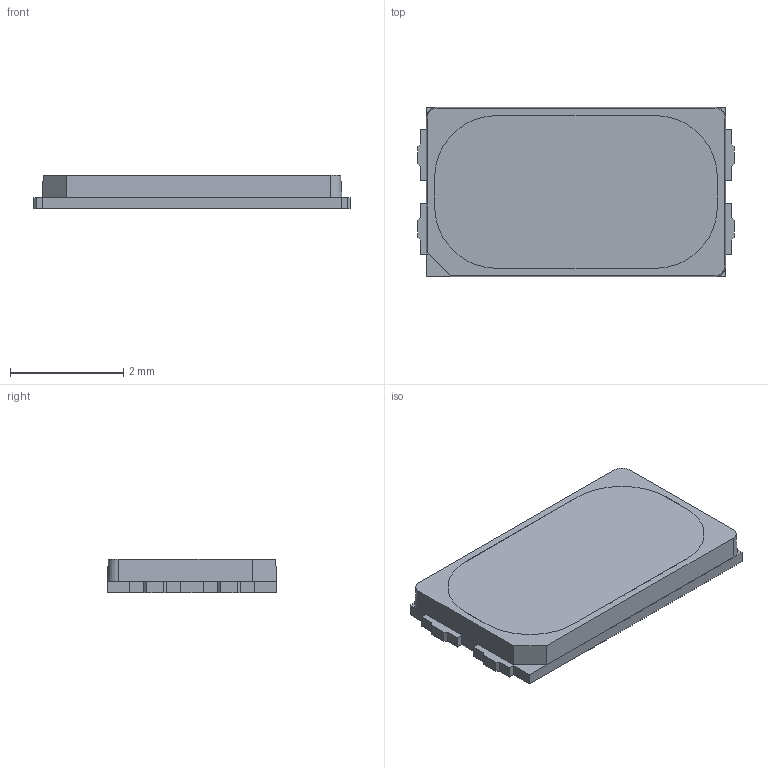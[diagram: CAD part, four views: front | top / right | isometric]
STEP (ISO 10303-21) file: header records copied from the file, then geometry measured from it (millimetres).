
FILE_DESCRIPTION(/* description */ ('Unknown'),/* implementation_level */ '2;1');
FILE_NAME(/* name */ '1585632xxA',/* time_stamp */ '2019-08-27T07:34:15+02:00',/* author */ ('Unknown'),/* organization */ ('Unknown'),/* preprocessor_version */ 'ST-DEVELOPER v16.7',/* originating_system */ 'DEX',/* authorisation */ $);
FILE_SCHEMA (('AUTOMOTIVE_DESIGN {1 0 10303 214 3 1 1}'));
Length unit declared in the file: millimetre
Products named in the file (5): 1585632xxA; Body; Pins; Dome; Glue
Assembly tree (4 placements, depth 2):
  1585632xxA
    Body
    Pins
    Dome
    Glue
Bounding box: 5.6 x 3 x 0.6 mm (x, y, z)
Volume: 9.5 mm3; surface area: 119.2 mm2
Topology: 11 solids, 11 shells, 172 faces, 446 edges, 298 vertices
Faces by surface type: plane 141, cylinder 28, cone 3
Full cylindrical faces by diameter (mm): 0.4 x8
Entity records: 5494 total; most frequent: CARTESIAN_POINT 909, ORIENTED_EDGE 872, DIRECTION 852, EDGE_CURVE 436, LINE 374, VECTOR 374, VERTEX_POINT 296, AXIS2_PLACEMENT_3D 239
